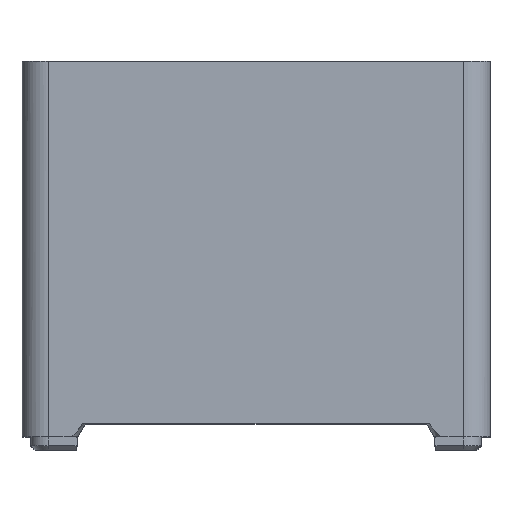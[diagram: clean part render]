
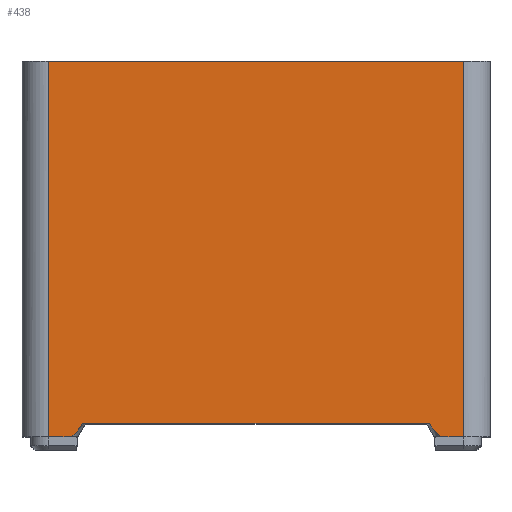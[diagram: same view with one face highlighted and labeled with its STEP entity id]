
A CAD part, top view. The second image highlights one B-rep face of the part: STEP entity #438.
In plain terms, the highlighted free-form (B-spline) face has degree [1, 1] with [2, 2] control points.
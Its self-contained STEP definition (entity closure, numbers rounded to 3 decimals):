
#438 = ADVANCED_FACE('',(#439),#509,.F.);
#439 = FACE_BOUND('',#440,.T.);
#440 = EDGE_LOOP('',(#441,#450,#463,#470,#483,#490,#497,#504));
#441 = ORIENTED_EDGE('',*,*,#442,.F.);
#442 = EDGE_CURVE('',#443,#445,#447,.T.);
#443 = VERTEX_POINT('',#444);
#444 = CARTESIAN_POINT('',(-21.766,1.56,
    19.766));
#445 = VERTEX_POINT('',#446);
#446 = CARTESIAN_POINT('',(-24.448,1.56,
    19.766));
#447 = B_SPLINE_CURVE_WITH_KNOTS('',1,(#448,#449),.UNSPECIFIED.,.F.,.F.,
  (2,2),(44.422,47.),.PIECEWISE_BEZIER_KNOTS.);
#448 = CARTESIAN_POINT('',(-21.766,1.56,
    19.766));
#449 = CARTESIAN_POINT('',(-24.448,1.56,
    19.766));
#450 = ORIENTED_EDGE('',*,*,#451,.T.);
#451 = EDGE_CURVE('',#443,#452,#454,.T.);
#452 = VERTEX_POINT('',#453);
#453 = CARTESIAN_POINT('',(-20.415,3.121,19.766
    ));
#454 = B_SPLINE_CURVE_WITH_KNOTS('',3,(#455,#456,#457,#458,#459,#460,
    #461,#462),.UNSPECIFIED.,.F.,.F.,(4,2,2,4),(0.,0.,
    0.001,0.002),.UNSPECIFIED.);
#455 = CARTESIAN_POINT('',(-21.766,1.56,
    19.766));
#456 = CARTESIAN_POINT('',(-21.613,1.647,
    19.766));
#457 = CARTESIAN_POINT('',(-21.485,1.763,19.766
    ));
#458 = CARTESIAN_POINT('',(-21.242,2.012,
    19.766));
#459 = CARTESIAN_POINT('',(-21.13,2.144,
    19.766));
#460 = CARTESIAN_POINT('',(-20.808,2.55,
    19.766));
#461 = CARTESIAN_POINT('',(-20.609,2.834,
    19.766));
#462 = CARTESIAN_POINT('',(-20.415,3.121,19.766
    ));
#463 = ORIENTED_EDGE('',*,*,#464,.F.);
#464 = EDGE_CURVE('',#465,#452,#467,.T.);
#465 = VERTEX_POINT('',#466);
#466 = CARTESIAN_POINT('',(20.415,3.121,
    19.766));
#467 = B_SPLINE_CURVE_WITH_KNOTS('',1,(#468,#469),.UNSPECIFIED.,.F.,.F.,
  (2,2),(-39.796,-0.549),.PIECEWISE_BEZIER_KNOTS.);
#468 = CARTESIAN_POINT('',(20.415,3.121,
    19.766));
#469 = CARTESIAN_POINT('',(-20.415,3.121,19.766
    ));
#470 = ORIENTED_EDGE('',*,*,#471,.T.);
#471 = EDGE_CURVE('',#465,#472,#474,.T.);
#472 = VERTEX_POINT('',#473);
#473 = CARTESIAN_POINT('',(21.766,1.56,
    19.766));
#474 = B_SPLINE_CURVE_WITH_KNOTS('',3,(#475,#476,#477,#478,#479,#480,
    #481,#482),.UNSPECIFIED.,.F.,.F.,(4,2,2,4),(0.,0.001,
    0.001,0.002),.UNSPECIFIED.);
#475 = CARTESIAN_POINT('',(20.415,3.121,
    19.766));
#476 = CARTESIAN_POINT('',(20.609,2.834,19.766
    ));
#477 = CARTESIAN_POINT('',(20.808,2.55,
    19.766));
#478 = CARTESIAN_POINT('',(21.13,2.144,
    19.766));
#479 = CARTESIAN_POINT('',(21.242,2.011,
    19.766));
#480 = CARTESIAN_POINT('',(21.485,1.763,
    19.766));
#481 = CARTESIAN_POINT('',(21.613,1.647,
    19.766));
#482 = CARTESIAN_POINT('',(21.766,1.56,
    19.766));
#483 = ORIENTED_EDGE('',*,*,#484,.F.);
#484 = EDGE_CURVE('',#485,#472,#487,.T.);
#485 = VERTEX_POINT('',#486);
#486 = CARTESIAN_POINT('',(24.448,1.56,
    19.766));
#487 = B_SPLINE_CURVE_WITH_KNOTS('',1,(#488,#489),.UNSPECIFIED.,.F.,.F.,
  (2,2),(0.,2.578),.PIECEWISE_BEZIER_KNOTS.);
#488 = CARTESIAN_POINT('',(24.448,1.56,
    19.766));
#489 = CARTESIAN_POINT('',(21.766,1.56,
    19.766));
#490 = ORIENTED_EDGE('',*,*,#491,.T.);
#491 = EDGE_CURVE('',#485,#492,#494,.T.);
#492 = VERTEX_POINT('',#493);
#493 = CARTESIAN_POINT('',(24.448,45.775,
    19.766));
#494 = B_SPLINE_CURVE_WITH_KNOTS('',1,(#495,#496),.UNSPECIFIED.,.F.,.F.,
  (2,2),(-42.5,0.),.PIECEWISE_BEZIER_KNOTS.);
#495 = CARTESIAN_POINT('',(24.448,1.56,
    19.766));
#496 = CARTESIAN_POINT('',(24.448,45.775,
    19.766));
#497 = ORIENTED_EDGE('',*,*,#498,.F.);
#498 = EDGE_CURVE('',#499,#492,#501,.T.);
#499 = VERTEX_POINT('',#500);
#500 = CARTESIAN_POINT('',(-24.448,45.775,
    19.766));
#501 = B_SPLINE_CURVE_WITH_KNOTS('',1,(#502,#503),.UNSPECIFIED.,.F.,.F.,
  (2,2),(3.,50.),.PIECEWISE_BEZIER_KNOTS.);
#502 = CARTESIAN_POINT('',(-24.448,45.775,
    19.766));
#503 = CARTESIAN_POINT('',(24.448,45.775,
    19.766));
#504 = ORIENTED_EDGE('',*,*,#505,.T.);
#505 = EDGE_CURVE('',#499,#445,#506,.T.);
#506 = B_SPLINE_CURVE_WITH_KNOTS('',1,(#507,#508),.UNSPECIFIED.,.F.,.F.,
  (2,2),(0.,42.5),.PIECEWISE_BEZIER_KNOTS.);
#507 = CARTESIAN_POINT('',(-24.448,45.775,
    19.766));
#508 = CARTESIAN_POINT('',(-24.448,1.56,
    19.766));
#509 = B_SPLINE_SURFACE_WITH_KNOTS('',1,1,(
    (#510,#511)
    ,(#512,#513
    )),.UNSPECIFIED.,.F.,.F.,.F.,(2,2),(2,2),(-50.,-3.),(-42.5,0.),
  .PIECEWISE_BEZIER_KNOTS.);
#510 = CARTESIAN_POINT('',(24.448,1.56,
    19.766));
#511 = CARTESIAN_POINT('',(24.448,45.775,
    19.766));
#512 = CARTESIAN_POINT('',(-24.448,1.56,
    19.766));
#513 = CARTESIAN_POINT('',(-24.448,45.775,
    19.766));
